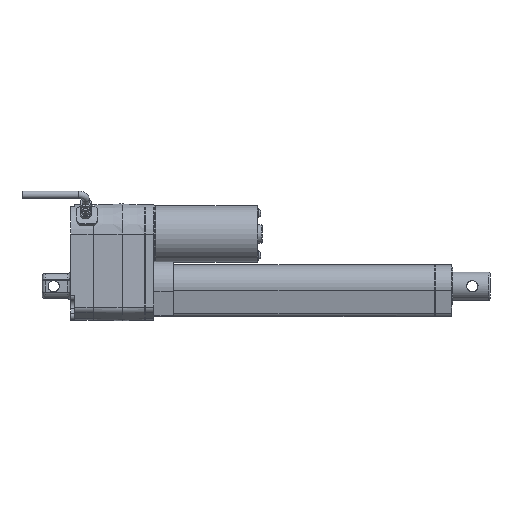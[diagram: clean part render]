
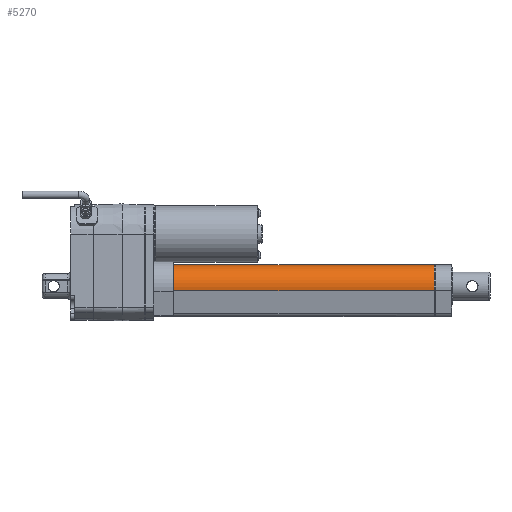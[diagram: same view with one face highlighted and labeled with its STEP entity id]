
A CAD part, top view. The second image highlights one B-rep face of the part: STEP entity #5270.
In plain terms, the highlighted cylindrical face has radius 15.15 mm (diameter 30.3 mm), a partial arc.
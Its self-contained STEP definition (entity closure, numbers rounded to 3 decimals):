
#190=CYLINDRICAL_SURFACE('',#5773,15.15);
#255=CIRCLE('',#5519,15.15);
#395=CIRCLE('',#5774,15.15);
#1226=ORIENTED_EDGE('',*,*,#2092,.F.);
#1227=ORIENTED_EDGE('',*,*,#2434,.F.);
#1228=ORIENTED_EDGE('',*,*,#2435,.T.);
#1229=ORIENTED_EDGE('',*,*,#2436,.T.);
#2092=EDGE_CURVE('',#2845,#2846,#255,.T.);
#2434=EDGE_CURVE('',#3080,#2845,#3559,.T.);
#2435=EDGE_CURVE('',#3080,#3081,#395,.T.);
#2436=EDGE_CURVE('',#3081,#2846,#3560,.T.);
#2845=VERTEX_POINT('',#7817);
#2846=VERTEX_POINT('',#7819);
#3080=VERTEX_POINT('',#8610);
#3081=VERTEX_POINT('',#8614);
#3559=LINE('',#8611,#3973);
#3560=LINE('',#8615,#3974);
#3973=VECTOR('',#6879,1000.);
#3974=VECTOR('',#6884,1000.);
#4304=EDGE_LOOP('',(#1226,#1227,#1228,#1229));
#4713=FACE_BOUND('',#4304,.T.);
#5270=ADVANCED_FACE('',(#4713),#190,.T.);
#5519=AXIS2_PLACEMENT_3D('',#7818,#6171,#6172);
#5773=AXIS2_PLACEMENT_3D('',#8612,#6880,#6881);
#5774=AXIS2_PLACEMENT_3D('',#8613,#6882,#6883);
#6171=DIRECTION('',(0.,0.,1.));
#6172=DIRECTION('',(0.,-1.,0.));
#6879=DIRECTION('',(0.,0.,1.));
#6880=DIRECTION('',(0.,0.,1.));
#6881=DIRECTION('',(1.,0.,0.));
#6882=DIRECTION('',(0.,0.,1.));
#6883=DIRECTION('',(0.,-1.,0.));
#6884=DIRECTION('',(0.,0.,1.));
#7817=CARTESIAN_POINT('',(14.819,-3.149,-59.));
#7818=CARTESIAN_POINT('',(0.,0.,-59.));
#7819=CARTESIAN_POINT('',(-14.819,-3.149,-59.));
#8610=CARTESIAN_POINT('',(14.819,-3.149,-258.));
#8611=CARTESIAN_POINT('',(14.819,-3.149,-258.));
#8612=CARTESIAN_POINT('',(0.,0.,-258.));
#8613=CARTESIAN_POINT('',(0.,0.,-258.));
#8614=CARTESIAN_POINT('',(-14.819,-3.149,-258.));
#8615=CARTESIAN_POINT('',(-14.819,-3.149,-258.));
